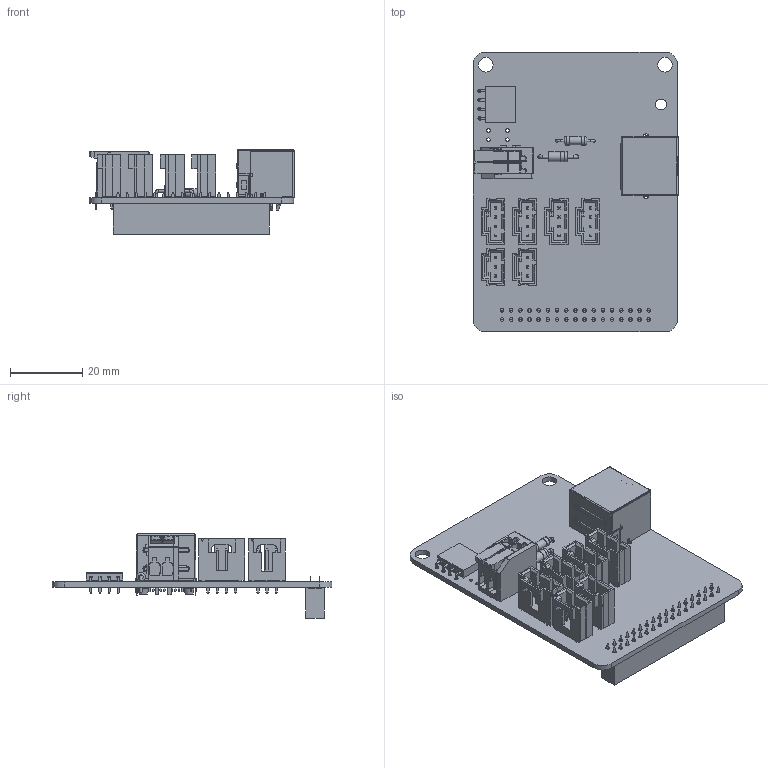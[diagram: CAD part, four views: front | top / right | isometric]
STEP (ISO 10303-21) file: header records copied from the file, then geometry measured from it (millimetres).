
FILE_DESCRIPTION(('KiCad electronic assembly'),'2;1');
FILE_NAME('rio hub.step','2025-12-06T13:33:28',('Pcbnew'),('Kicad'), 'Open CASCADE STEP processor 7.9','KiCad to STEP converter','Unknown' );
FILE_SCHEMA(('AUTOMOTIVE_DESIGN { 1 0 10303 214 1 1 1 1 }'));
Length unit declared in the file: millimetre
Products named in the file (14): rio hub 1; 2601-1102; D_DO-41_SOD81_P10.16mm_Horizontal; 1719710003; SOLID; COMPOUND; 1719710104; MTJ-88ARX1-FSM-LG; PinSocket_1x04_P2.54mm_Horizontal; R_Axial_DIN0207_L6.3mm_D2.5mm_P10.16mm_Horizontal; PinSocket_2x17_P2.54mm_Vertical; rio hub_PCB
Assembly tree (17 placements, depth 3):
  rio hub 1
    2601-1102
    D_DO-41_SOD81_P10.16mm_Horizontal
    1719710003  x2
      SOLID
      COMPOUND
    1719710104  x4
      SOLID
      COMPOUND
    MTJ-88ARX1-FSM-LG
    PinSocket_1x04_P2.54mm_Horizontal
    R_Axial_DIN0207_L6.3mm_D2.5mm_P10.16mm_Horizontal
    PinSocket_2x17_P2.54mm_Vertical
    rio hub_PCB
Bounding box: 56.98 x 77.47 x 23.35 mm (x, y, z)
Volume: 14604.2 mm3; surface area: 22348.3 mm2
Topology: 36 solids, 36 shells, 2765 faces, 7202 edges, 4699 vertices
Faces by surface type: plane 2413, cylinder 328, torus 12, cone 8, revolution 4
Full cylindrical faces by diameter (mm): 0.6 x4, 0.8 x6, 0.9 x13, 1 x42, 1.09 x22, 1.1 x2, 1.2 x4, 1.6 x2, 2.25 x1, 2.5 x2, 2.7 x2, 2.72 x1, 3 x1, 3.2 x2, 4.064 x2
Entity records: 82607 total; most frequent: CARTESIAN_POINT 12062, ORIENTED_EDGE 11654, DIRECTION 10975, EDGE_CURVE 5827, LINE 5131, VECTOR 5131, VERTEX_POINT 3769, AXIS2_PLACEMENT_3D 2920
